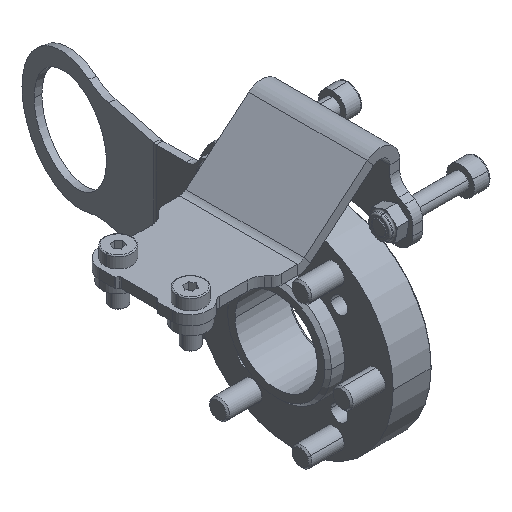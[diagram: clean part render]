
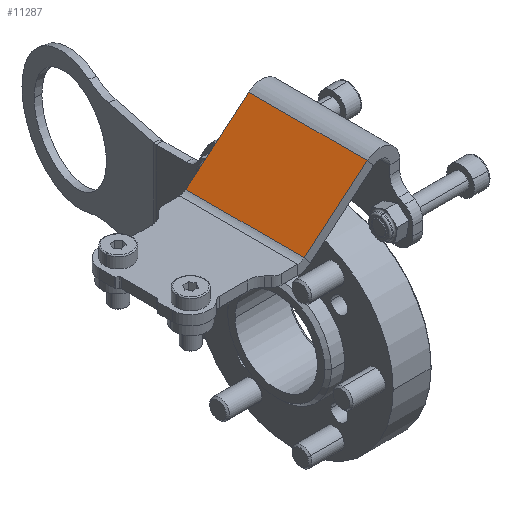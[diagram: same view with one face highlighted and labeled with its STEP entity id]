
A CAD part, isometric view. The second image highlights one B-rep face of the part: STEP entity #11287.
In plain terms, the highlighted planar face has unit normal (-0.643, 0, 0.766).
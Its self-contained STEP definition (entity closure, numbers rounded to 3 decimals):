
#219 = CARTESIAN_POINT ( 'NONE',  ( 1015.518, 18.001, 1295.702 ) ) ;
#542 = CARTESIAN_POINT ( 'NONE',  ( 1034.618, 18.001, 1311.729 ) ) ;
#631 = VECTOR ( 'NONE', #12269, 1000. ) ;
#714 = CARTESIAN_POINT ( 'NONE',  ( 1014.681, 18.001, 1295. ) ) ;
#952 = CARTESIAN_POINT ( 'NONE',  ( 1015.518, 18.001, 1295.702 ) ) ;
#1187 = ORIENTED_EDGE ( 'NONE', *, *, #3161, .T. ) ;
#1570 = DIRECTION ( 'NONE',  ( -0.643, 0., 0.766 ) ) ;
#1801 = LINE ( 'NONE', #9321, #8503 ) ;
#1953 = ORIENTED_EDGE ( 'NONE', *, *, #9002, .F. ) ;
#2704 = FACE_OUTER_BOUND ( 'NONE', #5644, .T. ) ;
#3161 = EDGE_CURVE ( 'NONE', #6537, #7877, #5486, .T. ) ;
#3165 = VECTOR ( 'NONE', #3287, 1000. ) ;
#3287 = DIRECTION ( 'NONE',  ( 0., -1., 0. ) ) ;
#3742 = ORIENTED_EDGE ( 'NONE', *, *, #8898, .F. ) ;
#3948 = VECTOR ( 'NONE', #8677, 1000. ) ;
#5458 = CARTESIAN_POINT ( 'NONE',  ( 1034.618, 18.001, 1311.729 ) ) ;
#5486 = LINE ( 'NONE', #219, #3948 ) ;
#5644 = EDGE_LOOP ( 'NONE', ( #3742, #1953, #10185, #1187 ) ) ;
#5849 = CARTESIAN_POINT ( 'NONE',  ( 1014.681, 18.001, 1295. ) ) ;
#5986 = DIRECTION ( 'NONE',  ( 0.766, 0., 0.643 ) ) ;
#6283 = DIRECTION ( 'NONE',  ( -0.766, 0., -0.643 ) ) ;
#6537 = VERTEX_POINT ( 'NONE', #952 ) ;
#7601 = VERTEX_POINT ( 'NONE', #542 ) ;
#7744 = LINE ( 'NONE', #5458, #3165 ) ;
#7877 = VERTEX_POINT ( 'NONE', #10569 ) ;
#7932 = CARTESIAN_POINT ( 'NONE',  ( 1034.618, -17.999, 1311.729 ) ) ;
#8326 = AXIS2_PLACEMENT_3D ( 'NONE', #5849, #1570, #5986 ) ;
#8503 = VECTOR ( 'NONE', #6283, 1000. ) ;
#8677 = DIRECTION ( 'NONE',  ( 0., -1., 0. ) ) ;
#8898 = EDGE_CURVE ( 'NONE', #9558, #7877, #1801, .T. ) ;
#9002 = EDGE_CURVE ( 'NONE', #7601, #9558, #7744, .T. ) ;
#9321 = CARTESIAN_POINT ( 'NONE',  ( 1014.681, -17.999, 1295. ) ) ;
#9558 = VERTEX_POINT ( 'NONE', #7932 ) ;
#9691 = EDGE_CURVE ( 'NONE', #7601, #6537, #13458, .T. ) ;
#10185 = ORIENTED_EDGE ( 'NONE', *, *, #9691, .T. ) ;
#10197 = PLANE ( 'NONE',  #8326 ) ;
#10569 = CARTESIAN_POINT ( 'NONE',  ( 1015.518, -17.999, 1295.702 ) ) ;
#11287 = ADVANCED_FACE ( 'NONE', ( #2704 ), #10197, .T. ) ;
#12269 = DIRECTION ( 'NONE',  ( -0.766, 0., -0.643 ) ) ;
#13458 = LINE ( 'NONE', #714, #631 ) ;
